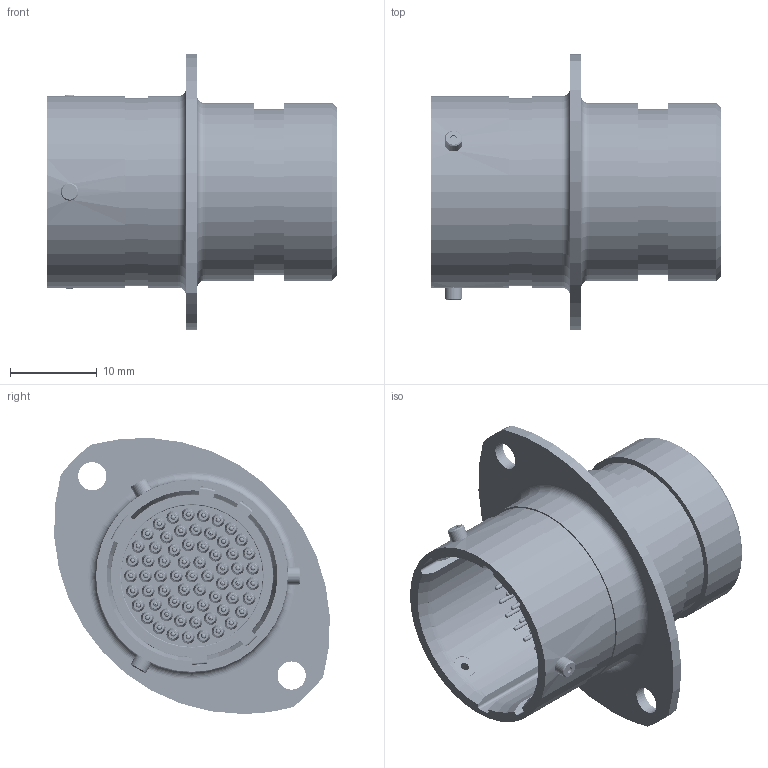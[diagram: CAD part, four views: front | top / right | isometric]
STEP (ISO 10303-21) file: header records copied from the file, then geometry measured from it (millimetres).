
FILE_DESCRIPTION (( 'STEP AP214' ), '1' );
FILE_NAME ('ASDD014-64PC.STEP', '2019-01-15T11:31:41', ( '' ), ( '' ), 'SwSTEP 2.0', 'SolidWorks 2016', '' );
FILE_SCHEMA (( 'AUTOMOTIVE_DESIGN' ));
Length unit declared in the file: millimetre
Products named in the file (1): ASDD014-64PC
Bounding box: 33.31 x 31.76 x 31.8 mm (x, y, z)
Volume: 7146.6 mm3; surface area: 11377.7 mm2
Topology: 73 solids, 73 shells, 2705 faces, 5865 edges, 3443 vertices
Faces by surface type: cylinder 869, torus 790, cone 532, plane 370, sphere 144
Entity records: 103641 total; most frequent: DIRECTION 15084, CARTESIAN_POINT 11988, ORIENTED_EDGE 11182, AXIS2_PLACEMENT_3D 6829, EDGE_CURVE 5591, CIRCLE 4123, VERTEX_POINT 3307, EDGE_LOOP 3252
